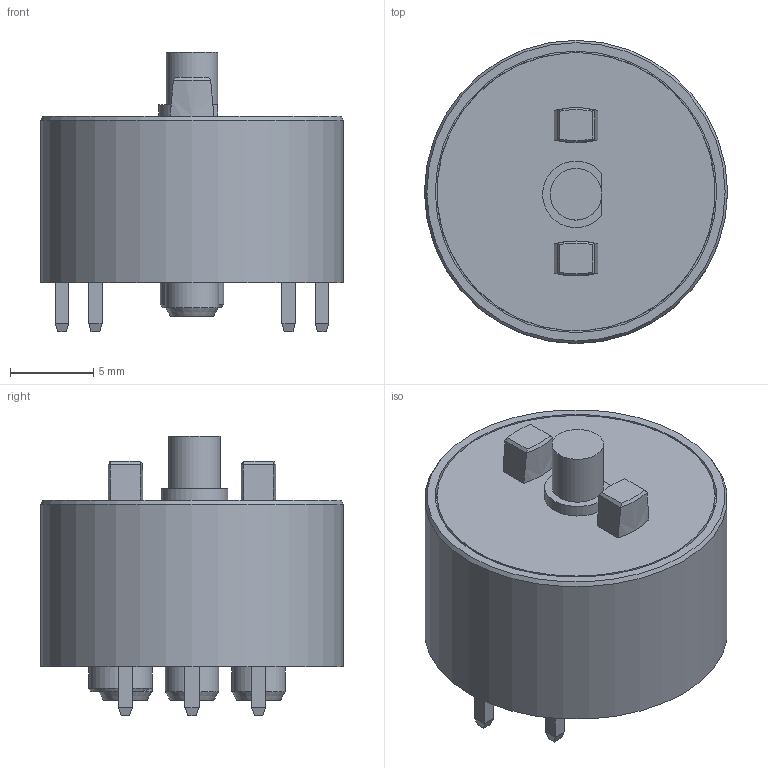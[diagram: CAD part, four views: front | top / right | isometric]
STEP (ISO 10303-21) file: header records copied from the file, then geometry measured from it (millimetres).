
FILE_DESCRIPTION(/* description */ (''),/* implementation_level */ '2;1');
FILE_NAME(/* name */ 'PTSLOO_representative contact_ipt.stp',/* time_stamp */ '2016-09-09T08:11:14+02:00',/* author */ ('mharscher'),/* organization */ (''),/* preprocessor_version */ 'ST-DEVELOPER v15.2',/* originating_system */ 'Autodesk Inventor 2014',/* authorisation */ '');
FILE_SCHEMA (('CONFIG_CONTROL_DESIGN'));
Length unit declared in the file: centimetre
Products named in the file (1): PTSLOO_ipt
Bounding box: 18.2 x 18.2 x 16.8 mm (x, y, z)
Volume: 2709.1 mm3; surface area: 1390.3 mm2
Topology: 1 solids, 1 shells, 247 faces, 606 edges, 383 vertices
Faces by surface type: plane 188, cylinder 50, cone 9
Full cylindrical faces by diameter (mm): 1 x2, 3.1 x1, 3.2 x2, 3.8 x1, 16.9 x1, 18.2 x1
Entity records: 7140 total; most frequent: CARTESIAN_POINT 1277, DIRECTION 1205, ORIENTED_EDGE 1192, EDGE_CURVE 588, LINE 445, VECTOR 445, AXIS2_PLACEMENT_3D 380, VERTEX_POINT 378
